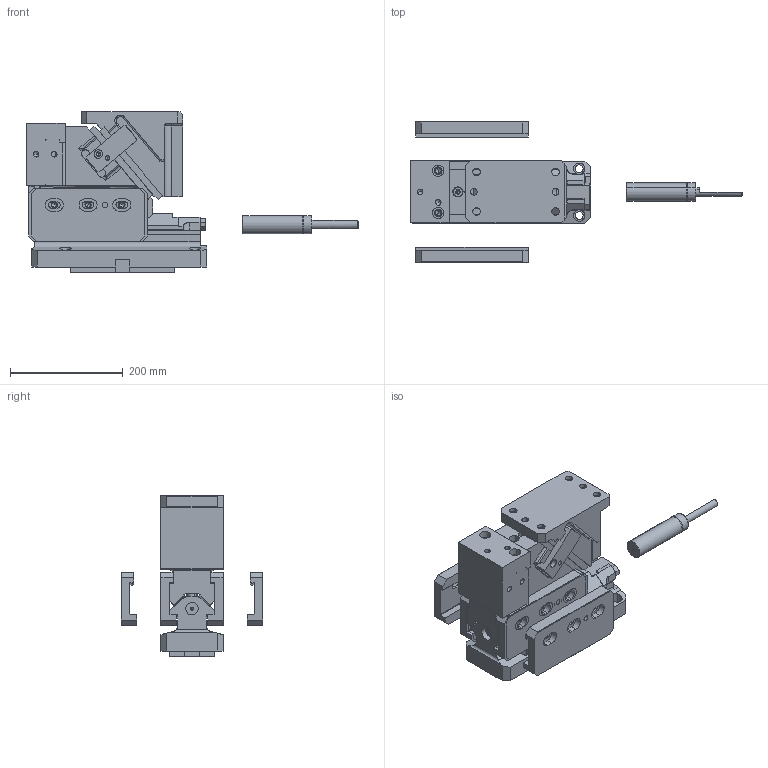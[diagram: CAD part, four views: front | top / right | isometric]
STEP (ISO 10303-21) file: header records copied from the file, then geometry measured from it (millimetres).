
FILE_DESCRIPTION(('CATIA V5 STEP Exchange','CAx-IF Rec.Pracs.--- Model Styling and Organization---1.4--- 2014-01-23'),'2;1');
FILE_NAME('HS_UT_0110_00__IND_07__22550__SCHIEBERADAPTER_PART__2020_12_02.stp','2020-12-02T06:36:39+00:00',('none'),('none'),'CATIA Version 5-6 Release 2019 SP3 HF8','CATIA V5 STEP AP203 WITH EXTENSIONS v1','none');
FILE_SCHEMA(('CONFIG_CONTROL_DESIGN','SHAPE_APPEARANCE_LAYER_MIM'));
Length unit declared in the file: millimetre
Products named in the file (1): HS_UT_0110_00__IND_07__22550__SCHIEBERADAPTER_PART__2020_12_02
Bounding box: 588.5 x 250 x 284 mm (x, y, z)
Volume: 7854249 mm3; surface area: 862210.5 mm2
Topology: 8 solids, 12 shells, 1153 faces, 3086 edges, 1984 vertices
Faces by surface type: plane 581, cylinder 468, cone 70, torus 32, sphere 2
Entity records: 34108 total; most frequent: CARTESIAN_POINT 7489, ORIENTED_EDGE 6038, DIRECTION 4321, EDGE_CURVE 3019, VERTEX_POINT 1980, VECTOR 1846, LINE 1846, AXIS2_PLACEMENT_3D 1700
